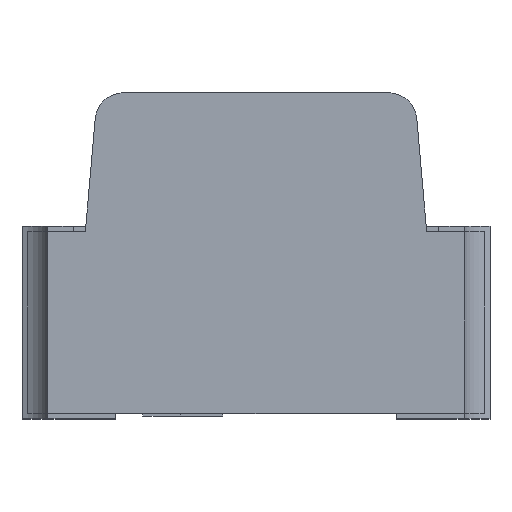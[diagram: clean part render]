
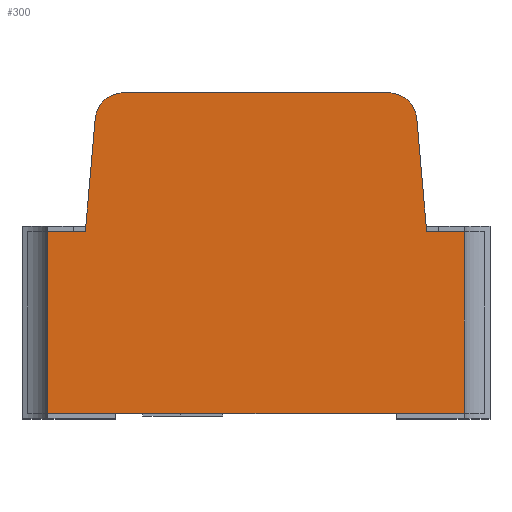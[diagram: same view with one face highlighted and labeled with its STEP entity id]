
A CAD part, top view. The second image highlights one B-rep face of the part: STEP entity #300.
In plain terms, the highlighted planar face has unit normal (0, 0, 1).
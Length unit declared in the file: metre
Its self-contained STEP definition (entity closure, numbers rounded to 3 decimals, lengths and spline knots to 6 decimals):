
#300=ADVANCED_FACE('0:6444',(#560),#561,.F.);
#560=FACE_OUTER_BOUND('',#841,.T.);
#561=PLANE('',#842);
#841=EDGE_LOOP('',(#1182,#1183,#1184,#1185,#1186,#1187,#1188,#1189,#1190,#1191,#1192,#1193));
#842=AXIS2_PLACEMENT_3D('',#1194,#1195,#1196);
#1182=ORIENTED_EDGE('',*,*,#1867,.T.);
#1183=ORIENTED_EDGE('',*,*,#1902,.T.);
#1184=ORIENTED_EDGE('',*,*,#1852,.T.);
#1185=ORIENTED_EDGE('',*,*,#1903,.T.);
#1186=ORIENTED_EDGE('',*,*,#1894,.T.);
#1187=ORIENTED_EDGE('',*,*,#1891,.T.);
#1188=ORIENTED_EDGE('',*,*,#1887,.T.);
#1189=ORIENTED_EDGE('',*,*,#1904,.T.);
#1190=ORIENTED_EDGE('',*,*,#1882,.T.);
#1191=ORIENTED_EDGE('',*,*,#1905,.T.);
#1192=ORIENTED_EDGE('',*,*,#1876,.T.);
#1193=ORIENTED_EDGE('',*,*,#1873,.T.);
#1194=CARTESIAN_POINT('',(0.0,0.0,0.0003));
#1195=DIRECTION('',(0.0,0.0,-1.0));
#1196=DIRECTION('',(0.0,-1.0,0.0));
#1852=EDGE_CURVE('0:6540',#2174,#2172,#2175,.T.);
#1867=EDGE_CURVE('0:6582',#2198,#2196,#2199,.T.);
#1873=EDGE_CURVE('0:6597',#2208,#2198,#2209,.T.);
#1876=EDGE_CURVE('0:6603',#2212,#2208,#2213,.T.);
#1882=EDGE_CURVE('0:6618',#2223,#2221,#2224,.T.);
#1887=EDGE_CURVE('0:6630',#2232,#2230,#2233,.T.);
#1891=EDGE_CURVE('0:6639',#2238,#2232,#2239,.T.);
#1894=EDGE_CURVE('0:6645',#2242,#2238,#2243,.T.);
#1902=EDGE_CURVE('0:6666',#2196,#2174,#2254,.T.);
#1903=EDGE_CURVE('0:6669',#2172,#2242,#2255,.T.);
#1904=EDGE_CURVE('0:6672',#2230,#2223,#2256,.T.);
#1905=EDGE_CURVE('0:6675',#2221,#2212,#2257,.T.);
#2172=VERTEX_POINT('NONE',#2637);
#2174=VERTEX_POINT('NONE',#2639);
#2175=LINE('',#2640,#2641);
#2196=VERTEX_POINT('NONE',#2671);
#2198=VERTEX_POINT('NONE',#2673);
#2199=LINE('',#2674,#2675);
#2208=VERTEX_POINT('NONE',#2687);
#2209=LINE('',#2688,#2689);
#2212=VERTEX_POINT('NONE',#2693);
#2213=LINE('',#2694,#2695);
#2221=VERTEX_POINT('NONE',#2706);
#2223=VERTEX_POINT('NONE',#2709);
#2224=LINE('',#2710,#2711);
#2230=VERTEX_POINT('NONE',#2719);
#2232=VERTEX_POINT('NONE',#2722);
#2233=LINE('',#2723,#2724);
#2238=VERTEX_POINT('NONE',#2731);
#2239=LINE('',#2732,#2733);
#2242=VERTEX_POINT('NONE',#2737);
#2243=LINE('',#2738,#2739);
#2254=LINE('',#2754,#2755);
#2255=LINE('',#2756,#2757);
#2256=CIRCLE('',#2758,0.0001);
#2257=CIRCLE('',#2759,0.0001);
#2637=CARTESIAN_POINT('',(0.000734,0.00002,0.0003));
#2639=CARTESIAN_POINT('',(-0.000734,0.00002,0.0003));
#2640=CARTESIAN_POINT('',(0.000805,0.00002,0.0003));
#2641=VECTOR('',#3237,1.0);
#2671=CARTESIAN_POINT('',(-0.000734,0.00066,0.0003));
#2673=CARTESIAN_POINT('',(-0.0006,0.00066,0.0003));
#2674=CARTESIAN_POINT('',(-0.000805,0.00066,0.0003));
#2675=VECTOR('',#3259,1.0);
#2687=CARTESIAN_POINT('',(-0.0006,0.00068,0.0003));
#2688=CARTESIAN_POINT('',(-0.0006,0.00066,0.0003));
#2689=VECTOR('',#3266,1.0);
#2693=CARTESIAN_POINT('',(-0.000567,0.001059,0.0003));
#2694=CARTESIAN_POINT('',(-0.0006,0.00068,0.0003));
#2695=VECTOR('',#3268,1.0);
#2706=CARTESIAN_POINT('',(-0.000467,0.00115,0.0003));
#2709=CARTESIAN_POINT('',(0.000467,0.00115,0.0003));
#2710=CARTESIAN_POINT('',(-0.000559,0.00115,0.0003));
#2711=VECTOR('',#3273,1.0);
#2719=CARTESIAN_POINT('',(0.000567,0.001059,0.0003));
#2722=CARTESIAN_POINT('',(0.0006,0.00068,0.0003));
#2723=CARTESIAN_POINT('',(0.0006,0.00068,0.0003));
#2724=VECTOR('',#3277,1.0);
#2731=CARTESIAN_POINT('',(0.0006,0.00066,0.0003));
#2732=CARTESIAN_POINT('',(0.0006,0.00066,0.0003));
#2733=VECTOR('',#3280,1.0);
#2737=CARTESIAN_POINT('',(0.000734,0.00066,0.0003));
#2738=CARTESIAN_POINT('',(0.000805,0.00066,0.0003));
#2739=VECTOR('',#3282,1.0);
#2754=CARTESIAN_POINT('',(-0.000734,0.0,0.0003));
#2755=VECTOR('',#3293,1.0);
#2756=CARTESIAN_POINT('',(0.000734,0.0,0.0003));
#2757=VECTOR('',#3294,1.0);
#2758=AXIS2_PLACEMENT_3D('',#3295,#3296,#3297);
#2759=AXIS2_PLACEMENT_3D('',#3298,#3299,#3300);
#3237=DIRECTION('',(1.0,0.,-0.0));
#3259=DIRECTION('',(-1.0,-0.0,-0.0));
#3266=DIRECTION('',(-0.0,-1.0,-0.0));
#3268=DIRECTION('',(-0.087,-0.996,-0.0));
#3273=DIRECTION('',(-1.0,-0.0,-0.0));
#3277=DIRECTION('',(-0.087,0.996,0.0));
#3280=DIRECTION('',(0.,1.0,0.0));
#3282=DIRECTION('',(-1.0,0.,0.0));
#3293=DIRECTION('',(0.0,-1.0,0.0));
#3294=DIRECTION('',(-0.0,1.0,-0.0));
#3295=CARTESIAN_POINT('',(0.000467,0.00105,0.0003));
#3296=DIRECTION('',(0.0,0.0,1.0));
#3297=DIRECTION('',(-1.0,0.0,0.0));
#3298=CARTESIAN_POINT('',(-0.000467,0.00105,0.0003));
#3299=DIRECTION('',(0.0,0.0,1.0));
#3300=DIRECTION('',(-1.0,0.0,0.0));
